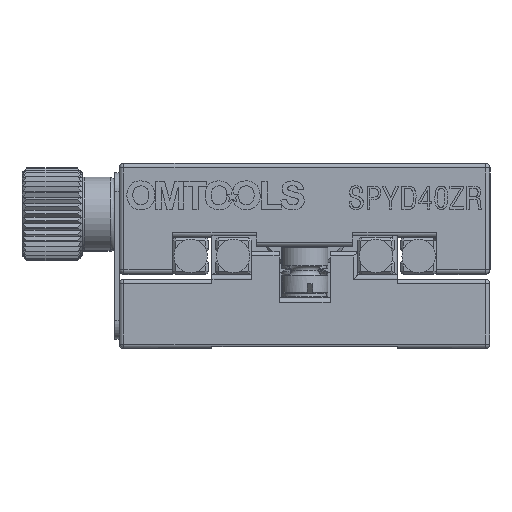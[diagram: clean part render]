
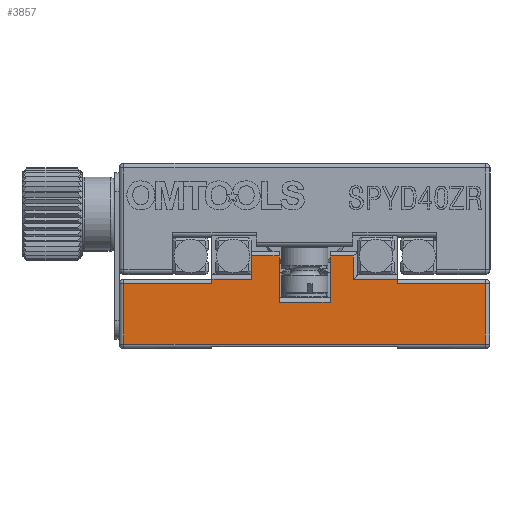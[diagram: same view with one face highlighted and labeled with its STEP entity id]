
A CAD part, front view. The second image highlights one B-rep face of the part: STEP entity #3857.
In plain terms, the highlighted planar face has unit normal (0, -1, 0).
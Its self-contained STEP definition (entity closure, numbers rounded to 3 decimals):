
#73 = EDGE_CURVE ( 'NONE', #2022, #13899, #17981, .T. ) ;
#98 = VECTOR ( 'NONE', #25729, 1000. ) ;
#108 = LINE ( 'NONE', #2604, #17728 ) ;
#807 = VERTEX_POINT ( 'NONE', #12805 ) ;
#1096 = ORIENTED_EDGE ( 'NONE', *, *, #13093, .T. ) ;
#1299 = PLANE ( 'NONE',  #2190 ) ;
#1334 = CARTESIAN_POINT ( 'NONE',  ( 5.25, -20., 10.5 ) ) ;
#1616 = EDGE_CURVE ( 'NONE', #10313, #8798, #27592, .T. ) ;
#1986 = LINE ( 'NONE', #8378, #11611 ) ;
#2022 = VERTEX_POINT ( 'NONE', #14961 ) ;
#2115 = DIRECTION ( 'NONE',  ( -1., 0., 0. ) ) ;
#2190 = AXIS2_PLACEMENT_3D ( 'NONE', #18467, #5265, #30357 ) ;
#2207 = ORIENTED_EDGE ( 'NONE', *, *, #1616, .F. ) ;
#2472 = LINE ( 'NONE', #15171, #17530 ) ;
#2604 = CARTESIAN_POINT ( 'NONE',  ( 10., -20., 7. ) ) ;
#2781 = LINE ( 'NONE', #25394, #7744 ) ;
#2994 = EDGE_CURVE ( 'NONE', #6637, #13899, #9891, .T. ) ;
#3001 = DIRECTION ( 'NONE',  ( 0., 0., 1. ) ) ;
#3021 = CARTESIAN_POINT ( 'NONE',  ( -19.5, -20., 10.5 ) ) ;
#3857 = ADVANCED_FACE ( 'NONE', ( #17001 ), #1299, .F. ) ;
#3979 = DIRECTION ( 'NONE',  ( -1., 0., 0. ) ) ;
#4046 = DIRECTION ( 'NONE',  ( 0., 0., 1. ) ) ;
#4428 = CARTESIAN_POINT ( 'NONE',  ( 5.25, -20., 7.5 ) ) ;
#4472 = EDGE_CURVE ( 'NONE', #24729, #28877, #14694, .T. ) ;
#5003 = ORIENTED_EDGE ( 'NONE', *, *, #16459, .T. ) ;
#5265 = DIRECTION ( 'NONE',  ( 0., 1., 0. ) ) ;
#5784 = DIRECTION ( 'NONE',  ( 0., 0., 1. ) ) ;
#5866 = EDGE_LOOP ( 'NONE', ( #5003, #13487, #22173, #28099, #23845, #25950, #2207, #11124, #11322, #17493, #15277, #9401, #1096, #21473, #15484, #20009 ) ) ;
#6112 = CARTESIAN_POINT ( 'NONE',  ( -20., -20., 5. ) ) ;
#6637 = VERTEX_POINT ( 'NONE', #27279 ) ;
#7506 = CARTESIAN_POINT ( 'NONE',  ( 10., -20., 7. ) ) ;
#7744 = VECTOR ( 'NONE', #19965, 1000. ) ;
#7933 = CARTESIAN_POINT ( 'NONE',  ( -19.5, -20., 7. ) ) ;
#8378 = CARTESIAN_POINT ( 'NONE',  ( 19.5, -20., 10.5 ) ) ;
#8438 = CARTESIAN_POINT ( 'NONE',  ( -5.75, -20., 10. ) ) ;
#8798 = VERTEX_POINT ( 'NONE', #25601 ) ;
#9101 = VECTOR ( 'NONE', #13074, 1000. ) ;
#9238 = VECTOR ( 'NONE', #21328, 1000. ) ;
#9390 = DIRECTION ( 'NONE',  ( 1., 0., 0. ) ) ;
#9401 = ORIENTED_EDGE ( 'NONE', *, *, #10587, .T. ) ;
#9848 = LINE ( 'NONE', #10348, #15644 ) ;
#9891 = LINE ( 'NONE', #8438, #12310 ) ;
#10313 = VERTEX_POINT ( 'NONE', #21846 ) ;
#10348 = CARTESIAN_POINT ( 'NONE',  ( -10., -20., 10.5 ) ) ;
#10587 = EDGE_CURVE ( 'NONE', #2022, #28891, #2781, .T. ) ;
#10806 = VECTOR ( 'NONE', #4046, 1000. ) ;
#11124 = ORIENTED_EDGE ( 'NONE', *, *, #26592, .T. ) ;
#11266 = EDGE_CURVE ( 'NONE', #26414, #8798, #24117, .T. ) ;
#11322 = ORIENTED_EDGE ( 'NONE', *, *, #17756, .T. ) ;
#11611 = VECTOR ( 'NONE', #3001, 1000. ) ;
#11919 = CARTESIAN_POINT ( 'NONE',  ( 19.5, -20., 7. ) ) ;
#12310 = VECTOR ( 'NONE', #15276, 1000. ) ;
#12564 = EDGE_CURVE ( 'NONE', #15525, #27020, #108, .T. ) ;
#12805 = CARTESIAN_POINT ( 'NONE',  ( -19.5, -20., 0.5 ) ) ;
#13074 = DIRECTION ( 'NONE',  ( 0., 0., 1. ) ) ;
#13093 = EDGE_CURVE ( 'NONE', #28891, #24729, #9848, .T. ) ;
#13487 = ORIENTED_EDGE ( 'NONE', *, *, #12564, .T. ) ;
#13793 = EDGE_CURVE ( 'NONE', #17347, #27639, #2472, .T. ) ;
#13899 = VERTEX_POINT ( 'NONE', #18440 ) ;
#14243 = CARTESIAN_POINT ( 'NONE',  ( 2.75, -20., 5.5 ) ) ;
#14689 = DIRECTION ( 'NONE',  ( -1., 0., 0. ) ) ;
#14694 = LINE ( 'NONE', #7933, #16363 ) ;
#14961 = CARTESIAN_POINT ( 'NONE',  ( -5.75, -20., 7.5 ) ) ;
#15038 = CARTESIAN_POINT ( 'NONE',  ( -5.75, -20., 8. ) ) ;
#15171 = CARTESIAN_POINT ( 'NONE',  ( -20., -20., 7.5 ) ) ;
#15212 = DIRECTION ( 'NONE',  ( 0., 0., 1. ) ) ;
#15276 = DIRECTION ( 'NONE',  ( -1., 0., 0. ) ) ;
#15277 = ORIENTED_EDGE ( 'NONE', *, *, #73, .F. ) ;
#15484 = ORIENTED_EDGE ( 'NONE', *, *, #26180, .T. ) ;
#15525 = VERTEX_POINT ( 'NONE', #11919 ) ;
#15644 = VECTOR ( 'NONE', #17233, 1000. ) ;
#16212 = LINE ( 'NONE', #3021, #21116 ) ;
#16363 = VECTOR ( 'NONE', #26579, 1000. ) ;
#16459 = EDGE_CURVE ( 'NONE', #30226, #15525, #1986, .T. ) ;
#17001 = FACE_OUTER_BOUND ( 'NONE', #5866, .T. ) ;
#17233 = DIRECTION ( 'NONE',  ( 0., 0., -1. ) ) ;
#17306 = CARTESIAN_POINT ( 'NONE',  ( 5.25, -20., 10. ) ) ;
#17323 = CARTESIAN_POINT ( 'NONE',  ( 10., -20., 10.5 ) ) ;
#17347 = VERTEX_POINT ( 'NONE', #30048 ) ;
#17493 = ORIENTED_EDGE ( 'NONE', *, *, #2994, .T. ) ;
#17530 = VECTOR ( 'NONE', #14689, 1000. ) ;
#17728 = VECTOR ( 'NONE', #2115, 1000. ) ;
#17756 = EDGE_CURVE ( 'NONE', #18784, #6637, #28653, .T. ) ;
#17981 = LINE ( 'NONE', #15038, #9101 ) ;
#18012 = LINE ( 'NONE', #1334, #27341 ) ;
#18405 = VECTOR ( 'NONE', #3979, 1000. ) ;
#18440 = CARTESIAN_POINT ( 'NONE',  ( -5.75, -20., 10. ) ) ;
#18467 = CARTESIAN_POINT ( 'NONE',  ( -20., -20., 10.5 ) ) ;
#18736 = CARTESIAN_POINT ( 'NONE',  ( -20., -20., 0.5 ) ) ;
#18784 = VERTEX_POINT ( 'NONE', #21842 ) ;
#19821 = LINE ( 'NONE', #17323, #98 ) ;
#19965 = DIRECTION ( 'NONE',  ( -1., 0., 0. ) ) ;
#20009 = ORIENTED_EDGE ( 'NONE', *, *, #20555, .T. ) ;
#20555 = EDGE_CURVE ( 'NONE', #807, #30226, #22682, .T. ) ;
#20654 = CARTESIAN_POINT ( 'NONE',  ( 2.75, -20., 10. ) ) ;
#20756 = EDGE_CURVE ( 'NONE', #27020, #17347, #19821, .T. ) ;
#21116 = VECTOR ( 'NONE', #23649, 1000. ) ;
#21328 = DIRECTION ( 'NONE',  ( -1., 0., 0. ) ) ;
#21377 = EDGE_CURVE ( 'NONE', #27639, #26414, #18012, .T. ) ;
#21473 = ORIENTED_EDGE ( 'NONE', *, *, #4472, .T. ) ;
#21842 = CARTESIAN_POINT ( 'NONE',  ( -2.75, -20., 5. ) ) ;
#21846 = CARTESIAN_POINT ( 'NONE',  ( 2.75, -20., 5. ) ) ;
#22173 = ORIENTED_EDGE ( 'NONE', *, *, #20756, .T. ) ;
#22682 = LINE ( 'NONE', #18736, #24932 ) ;
#23649 = DIRECTION ( 'NONE',  ( 0., 0., -1. ) ) ;
#23845 = ORIENTED_EDGE ( 'NONE', *, *, #21377, .T. ) ;
#24117 = LINE ( 'NONE', #20654, #18405 ) ;
#24689 = CARTESIAN_POINT ( 'NONE',  ( -2.75, -20., 5.5 ) ) ;
#24729 = VERTEX_POINT ( 'NONE', #30155 ) ;
#24932 = VECTOR ( 'NONE', #9390, 1000. ) ;
#25281 = LINE ( 'NONE', #6112, #9238 ) ;
#25394 = CARTESIAN_POINT ( 'NONE',  ( -10., -20., 7.5 ) ) ;
#25601 = CARTESIAN_POINT ( 'NONE',  ( 2.75, -20., 10. ) ) ;
#25729 = DIRECTION ( 'NONE',  ( 0., 0., 1. ) ) ;
#25950 = ORIENTED_EDGE ( 'NONE', *, *, #11266, .T. ) ;
#26180 = EDGE_CURVE ( 'NONE', #28877, #807, #16212, .T. ) ;
#26414 = VERTEX_POINT ( 'NONE', #17306 ) ;
#26579 = DIRECTION ( 'NONE',  ( -1., 0., 0. ) ) ;
#26592 = EDGE_CURVE ( 'NONE', #10313, #18784, #25281, .T. ) ;
#27020 = VERTEX_POINT ( 'NONE', #7506 ) ;
#27279 = CARTESIAN_POINT ( 'NONE',  ( -2.75, -20., 10. ) ) ;
#27341 = VECTOR ( 'NONE', #5784, 1000. ) ;
#27592 = LINE ( 'NONE', #14243, #28071 ) ;
#27639 = VERTEX_POINT ( 'NONE', #4428 ) ;
#28071 = VECTOR ( 'NONE', #15212, 1000. ) ;
#28099 = ORIENTED_EDGE ( 'NONE', *, *, #13793, .T. ) ;
#28653 = LINE ( 'NONE', #24689, #10806 ) ;
#28877 = VERTEX_POINT ( 'NONE', #29584 ) ;
#28891 = VERTEX_POINT ( 'NONE', #29641 ) ;
#29584 = CARTESIAN_POINT ( 'NONE',  ( -19.5, -20., 7. ) ) ;
#29641 = CARTESIAN_POINT ( 'NONE',  ( -10., -20., 7.5 ) ) ;
#29926 = CARTESIAN_POINT ( 'NONE',  ( 19.5, -20., 0.5 ) ) ;
#30048 = CARTESIAN_POINT ( 'NONE',  ( 10., -20., 7.5 ) ) ;
#30155 = CARTESIAN_POINT ( 'NONE',  ( -10., -20., 7. ) ) ;
#30226 = VERTEX_POINT ( 'NONE', #29926 ) ;
#30357 = DIRECTION ( 'NONE',  ( 0., 0., 1. ) ) ;
